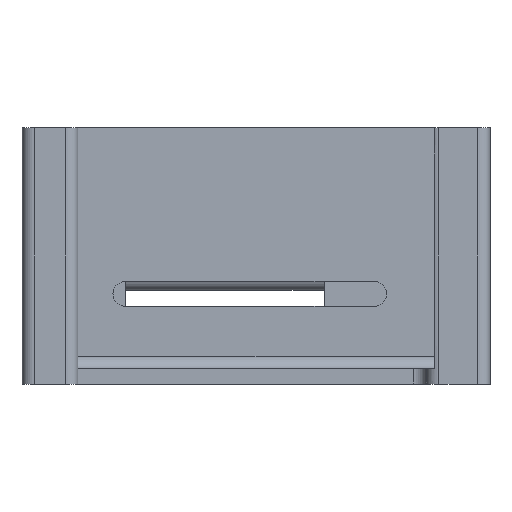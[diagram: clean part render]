
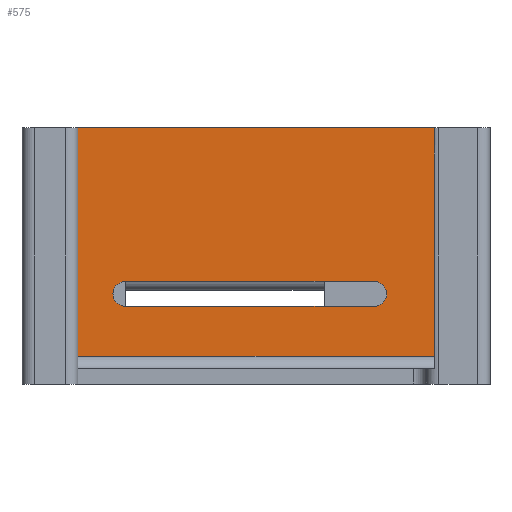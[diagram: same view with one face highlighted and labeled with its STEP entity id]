
A CAD part, left-side view. The second image highlights one B-rep face of the part: STEP entity #575.
In plain terms, the highlighted planar face has unit normal (-1, 0, 0).
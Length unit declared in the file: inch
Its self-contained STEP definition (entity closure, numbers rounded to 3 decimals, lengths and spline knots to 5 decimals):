
#39 = VERTEX_POINT ( 'NONE', #1639 ) ;
#127 = VERTEX_POINT ( 'NONE', #170 ) ;
#170 = CARTESIAN_POINT ( 'NONE',  ( -2.16811, -1.43066, -0.93346 ) ) ;
#190 = FACE_OUTER_BOUND ( 'NONE', #4316, .T. ) ;
#230 = AXIS2_PLACEMENT_3D ( 'NONE', #1706, #2345, #1986 ) ;
#261 = VERTEX_POINT ( 'NONE', #3154 ) ;
#268 = ORIENTED_EDGE ( 'NONE', *, *, #2997, .F. ) ;
#314 = CARTESIAN_POINT ( 'NONE',  ( -2.16811, 1.43066, 0.9 ) ) ;
#351 = LINE ( 'NONE', #1697, #581 ) ;
#414 = ORIENTED_EDGE ( 'NONE', *, *, #3432, .T. ) ;
#427 = CARTESIAN_POINT ( 'NONE',  ( -2.16811, 1.05, -0.33346 ) ) ;
#575 = ADVANCED_FACE ( 'NONE', ( #2562, #190 ), #3904, .F. ) ;
#581 = VECTOR ( 'NONE', #1672, 39.37008 ) ;
#703 = VERTEX_POINT ( 'NONE', #3629 ) ;
#743 = EDGE_CURVE ( 'NONE', #39, #1758, #3359, .T. ) ;
#751 = CARTESIAN_POINT ( 'NONE',  ( -2.16811, -0.95, -0.53346 ) ) ;
#763 = ORIENTED_EDGE ( 'NONE', *, *, #2452, .F. ) ;
#819 = DIRECTION ( 'NONE',  ( 1., 0., 0. ) ) ;
#865 = ORIENTED_EDGE ( 'NONE', *, *, #1018, .T. ) ;
#936 = AXIS2_PLACEMENT_3D ( 'NONE', #3536, #819, #4197 ) ;
#989 = DIRECTION ( 'NONE',  ( 0., 1., 0. ) ) ;
#1018 = EDGE_CURVE ( 'NONE', #4263, #3430, #3642, .T. ) ;
#1061 = CARTESIAN_POINT ( 'NONE',  ( -2.16811, -0.95, -0.43346 ) ) ;
#1083 = DIRECTION ( 'NONE',  ( 0., 0., 1. ) ) ;
#1122 = ORIENTED_EDGE ( 'NONE', *, *, #743, .F. ) ;
#1365 = AXIS2_PLACEMENT_3D ( 'NONE', #1061, #2061, #1083 ) ;
#1576 = CIRCLE ( 'NONE', #230, 0.1 ) ;
#1639 = CARTESIAN_POINT ( 'NONE',  ( -2.16811, -0.95, -0.33346 ) ) ;
#1645 = EDGE_CURVE ( 'NONE', #703, #127, #351, .T. ) ;
#1647 = DIRECTION ( 'NONE',  ( 0., -1., 0. ) ) ;
#1653 = DIRECTION ( 'NONE',  ( 0., 0., -1. ) ) ;
#1672 = DIRECTION ( 'NONE',  ( 0., 0., -1. ) ) ;
#1697 = CARTESIAN_POINT ( 'NONE',  ( -2.16811, -1.43066, 0.9 ) ) ;
#1702 = LINE ( 'NONE', #314, #3760 ) ;
#1706 = CARTESIAN_POINT ( 'NONE',  ( -2.16811, 1.05, -0.43346 ) ) ;
#1748 = ORIENTED_EDGE ( 'NONE', *, *, #3326, .T. ) ;
#1758 = VERTEX_POINT ( 'NONE', #427 ) ;
#1963 = VECTOR ( 'NONE', #3336, 39.37008 ) ;
#1986 = DIRECTION ( 'NONE',  ( 0., 0., 1. ) ) ;
#2001 = CARTESIAN_POINT ( 'NONE',  ( -2.16811, 0., -0.53346 ) ) ;
#2018 = CARTESIAN_POINT ( 'NONE',  ( -2.16811, -1.48066, 0.9 ) ) ;
#2061 = DIRECTION ( 'NONE',  ( -1., 0., 0. ) ) ;
#2094 = VERTEX_POINT ( 'NONE', #4360 ) ;
#2345 = DIRECTION ( 'NONE',  ( -1., 0., 0. ) ) ;
#2414 = EDGE_CURVE ( 'NONE', #4263, #39, #3241, .T. ) ;
#2452 = EDGE_CURVE ( 'NONE', #261, #703, #3311, .T. ) ;
#2481 = VECTOR ( 'NONE', #1647, 39.37008 ) ;
#2562 = FACE_BOUND ( 'NONE', #3567, .T. ) ;
#2647 = CARTESIAN_POINT ( 'NONE',  ( -2.16811, 0., -0.33346 ) ) ;
#2926 = CARTESIAN_POINT ( 'NONE',  ( -2.16811, -1.48066, -0.93346 ) ) ;
#2997 = EDGE_CURVE ( 'NONE', #1758, #3430, #1576, .T. ) ;
#3154 = CARTESIAN_POINT ( 'NONE',  ( -2.16811, 1.43066, 0.9 ) ) ;
#3241 = CIRCLE ( 'NONE', #1365, 0.1 ) ;
#3311 = LINE ( 'NONE', #2018, #2481 ) ;
#3326 = EDGE_CURVE ( 'NONE', #2094, #127, #3911, .T. ) ;
#3336 = DIRECTION ( 'NONE',  ( 0., 1., 0. ) ) ;
#3359 = LINE ( 'NONE', #2647, #4372 ) ;
#3430 = VERTEX_POINT ( 'NONE', #4028 ) ;
#3432 = EDGE_CURVE ( 'NONE', #261, #2094, #1702, .T. ) ;
#3469 = ORIENTED_EDGE ( 'NONE', *, *, #1645, .F. ) ;
#3536 = CARTESIAN_POINT ( 'NONE',  ( -2.16811, -1.48066, 0.9 ) ) ;
#3567 = EDGE_LOOP ( 'NONE', ( #268, #1122, #3731, #865 ) ) ;
#3629 = CARTESIAN_POINT ( 'NONE',  ( -2.16811, -1.43066, 0.9 ) ) ;
#3642 = LINE ( 'NONE', #2001, #1963 ) ;
#3731 = ORIENTED_EDGE ( 'NONE', *, *, #2414, .F. ) ;
#3760 = VECTOR ( 'NONE', #1653, 39.37008 ) ;
#3904 = PLANE ( 'NONE',  #936 ) ;
#3911 = LINE ( 'NONE', #2926, #4176 ) ;
#4028 = CARTESIAN_POINT ( 'NONE',  ( -2.16811, 1.05, -0.53346 ) ) ;
#4176 = VECTOR ( 'NONE', #4282, 39.37008 ) ;
#4197 = DIRECTION ( 'NONE',  ( 0., 0., -1. ) ) ;
#4263 = VERTEX_POINT ( 'NONE', #751 ) ;
#4282 = DIRECTION ( 'NONE',  ( 0., -1., 0. ) ) ;
#4316 = EDGE_LOOP ( 'NONE', ( #414, #1748, #3469, #763 ) ) ;
#4360 = CARTESIAN_POINT ( 'NONE',  ( -2.16811, 1.43066, -0.93346 ) ) ;
#4372 = VECTOR ( 'NONE', #989, 39.37008 ) ;
